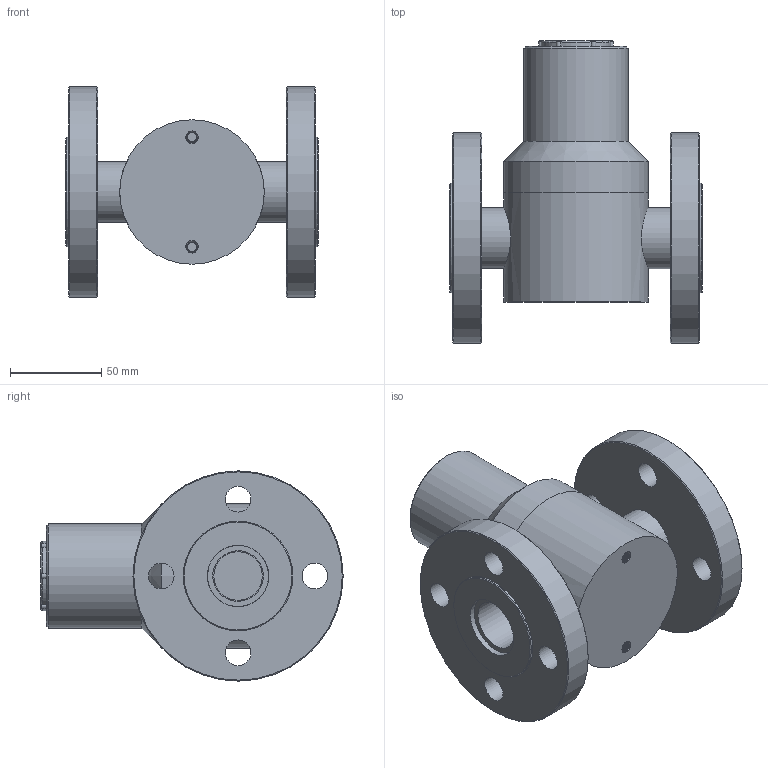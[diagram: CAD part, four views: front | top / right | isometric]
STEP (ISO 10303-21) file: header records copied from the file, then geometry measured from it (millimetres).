
FILE_DESCRIPTION (( 'STEP AP214' ), '1' );
FILE_NAME ('1-1104-3X-PN16.STEP', '2019-05-24T11:55:04', ( '' ), ( '' ), 'SwSTEP 2.0', 'SolidWorks 2019', '' );
FILE_SCHEMA (( 'AUTOMOTIVE_DESIGN' ));
Length unit declared in the file: millimetre
Products named in the file (13): 1-1104-3X-PN16; 1 flange styb PS-14-1020; 32 + 40mm Dust Cap; 316 mc b1 flanged body; PVC Bonnet all size_32mm PVC-304; PVC Bonnet all size; 1 PN16
Assembly tree (7 placements, depth 2):
  1-1104-3X-PN16
    316 mc b1 flanged body
    1 flange styb PS-14-1020  x2
    PVC Bonnet all size_32mm PVC-304
    32 + 40mm Dust Cap
    1 PN16  x2
  316 mc b1 flanged body
  1 flange styb PS-14-1020
  1 flange styb PS-14-1020
  32 + 40mm Dust Cap
Bounding box: 138 x 165.4 x 115 mm (x, y, z)
Volume: 846465.6 mm3; surface area: 138679.2 mm2
Topology: 7 solids, 7 shells, 115 faces, 254 edges, 165 vertices
Faces by surface type: cylinder 43, plane 33, bspline 15, cone 12, torus 12
Full cylindrical faces by diameter (mm): 14 x8, 26.5 x2, 27.5 x1, 27.661 x2, 33.401 x2, 33.5 x2, 33.6 x2, 51.349 x1, 57 x1, 60 x2, 79 x2, 115 x2
Entity records: 11370 total; most frequent: CARTESIAN_POINT 9053, DIRECTION 396, ORIENTED_EDGE 376, EDGE_CURVE 188, AXIS2_PLACEMENT_3D 183, EDGE_LOOP 148, VERTEX_POINT 138, FACE_OUTER_BOUND 116
